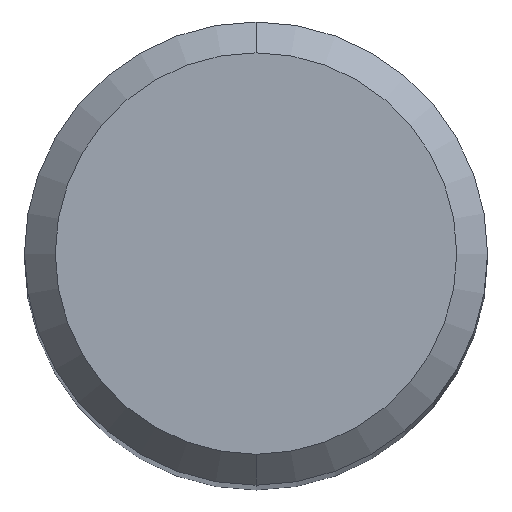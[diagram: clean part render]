
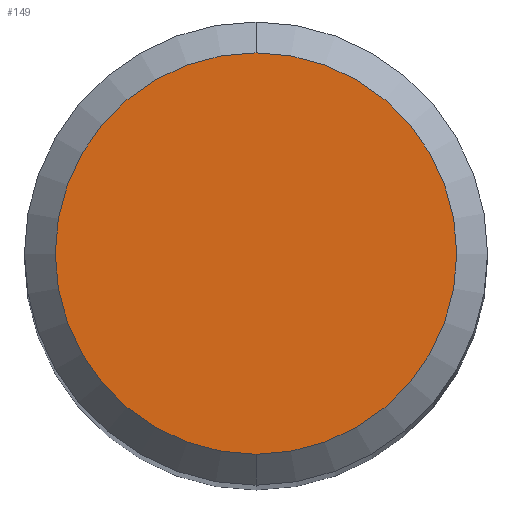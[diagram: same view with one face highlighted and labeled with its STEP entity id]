
A CAD part, top view. The second image highlights one B-rep face of the part: STEP entity #149.
In plain terms, the highlighted planar face has unit normal (0, 0, 1).
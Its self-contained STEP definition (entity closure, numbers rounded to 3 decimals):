
#149=ADVANCED_FACE('',(#299),#300,.T.);
#179=VERTEX_POINT('',#334);
#189=VERTEX_POINT('',#345);
#193=EDGE_CURVE('',#189,#179,#349,.T.);
#211=EDGE_CURVE('',#179,#189,#372,.T.);
#299=FACE_OUTER_BOUND('',#474,.T.);
#300=PLANE('',#475);
#334=CARTESIAN_POINT('',(0.,-2.6,0.0));
#345=CARTESIAN_POINT('',(0.0,2.6,0.0));
#349=CIRCLE('',#533,2.6);
#372=CIRCLE('',#559,2.6);
#474=EDGE_LOOP('',(#632,#633));
#475=AXIS2_PLACEMENT_3D('',#634,#635,#636);
#533=AXIS2_PLACEMENT_3D('',#698,#699,#700);
#559=AXIS2_PLACEMENT_3D('',#748,#749,#750);
#632=ORIENTED_EDGE('',*,*,#193,.F.);
#633=ORIENTED_EDGE('',*,*,#211,.F.);
#634=CARTESIAN_POINT('',(0.0,1.3,0.0));
#635=DIRECTION('',(-0.0,0.0,1.0));
#636=DIRECTION('',(0.0,-1.0,0.0));
#698=CARTESIAN_POINT('',(0.0,0.0,0.0));
#699=DIRECTION('',(0.0,0.0,-1.0));
#700=DIRECTION('',(0.0,1.0,0.0));
#748=CARTESIAN_POINT('',(0.0,0.0,0.0));
#749=DIRECTION('',(0.0,0.0,-1.0));
#750=DIRECTION('',(0.0,1.0,0.0));
